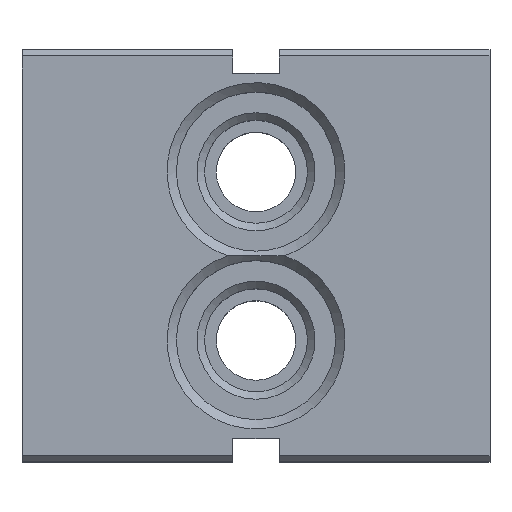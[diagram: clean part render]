
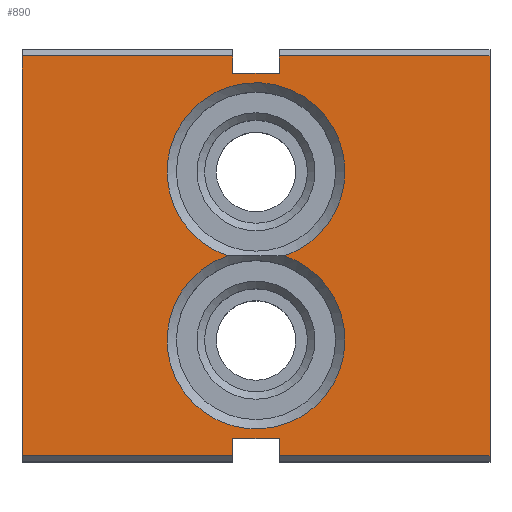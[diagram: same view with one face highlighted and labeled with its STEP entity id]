
A CAD part, top view. The second image highlights one B-rep face of the part: STEP entity #890.
In plain terms, the highlighted planar face has unit normal (0, 0, 1).
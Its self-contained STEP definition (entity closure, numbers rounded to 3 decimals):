
#890 = ADVANCED_FACE( '', ( #2023, #2024 ), #2025, .T. );
#2023 = FACE_OUTER_BOUND( '', #3418, .T. );
#2024 = FACE_BOUND( '', #3419, .T. );
#2025 = PLANE( '', #3420 );
#3418 = EDGE_LOOP( '', ( #6031, #6032, #6033, #6034, #6035, #6036, #6037, #6038, #6039, #6040, #6041, #6042 ) );
#3419 = EDGE_LOOP( '', ( #6043, #6044 ) );
#3420 = AXIS2_PLACEMENT_3D( '', #6045, #6046, #6047 );
#6031 = ORIENTED_EDGE( '', *, *, #9638, .F. );
#6032 = ORIENTED_EDGE( '', *, *, #8922, .F. );
#6033 = ORIENTED_EDGE( '', *, *, #9531, .T. );
#6034 = ORIENTED_EDGE( '', *, *, #9473, .T. );
#6035 = ORIENTED_EDGE( '', *, *, #8882, .F. );
#6036 = ORIENTED_EDGE( '', *, *, #9264, .F. );
#6037 = ORIENTED_EDGE( '', *, *, #9639, .F. );
#6038 = ORIENTED_EDGE( '', *, *, #8774, .T. );
#6039 = ORIENTED_EDGE( '', *, *, #9640, .T. );
#6040 = ORIENTED_EDGE( '', *, *, #9641, .F. );
#6041 = ORIENTED_EDGE( '', *, *, #9227, .F. );
#6042 = ORIENTED_EDGE( '', *, *, #9268, .F. );
#6043 = ORIENTED_EDGE( '', *, *, #9288, .T. );
#6044 = ORIENTED_EDGE( '', *, *, #9642, .T. );
#6045 = CARTESIAN_POINT( '', ( -25., -22., 25. ) );
#6046 = DIRECTION( '', ( 0., 0., 1. ) );
#6047 = DIRECTION( '', ( 1., 0., 0. ) );
#8774 = EDGE_CURVE( '', #10648, #10649, #10650, .T. );
#8882 = EDGE_CURVE( '', #10846, #10848, #10849, .T. );
#8922 = EDGE_CURVE( '', #10916, #10917, #10918, .T. );
#9227 = EDGE_CURVE( '', #11439, #11441, #11442, .T. );
#9264 = EDGE_CURVE( '', #11499, #10846, #11500, .T. );
#9268 = EDGE_CURVE( '', #11505, #11439, #11506, .T. );
#9288 = EDGE_CURVE( '', #11535, #11534, #11537, .F. );
#9473 = EDGE_CURVE( '', #11825, #10848, #11826, .T. );
#9531 = EDGE_CURVE( '', #10916, #11825, #11921, .T. );
#9638 = EDGE_CURVE( '', #10917, #11505, #12072, .T. );
#9639 = EDGE_CURVE( '', #10648, #11499, #12073, .T. );
#9640 = EDGE_CURVE( '', #10649, #12074, #12075, .T. );
#9641 = EDGE_CURVE( '', #11441, #12074, #12076, .T. );
#9642 = EDGE_CURVE( '', #11534, #11535, #12077, .F. );
#10648 = VERTEX_POINT( '', #13375 );
#10649 = VERTEX_POINT( '', #13376 );
#10650 = LINE( '', #13377, #13378 );
#10846 = VERTEX_POINT( '', #13662 );
#10848 = VERTEX_POINT( '', #13665 );
#10849 = LINE( '', #13666, #13667 );
#10916 = VERTEX_POINT( '', #13764 );
#10917 = VERTEX_POINT( '', #13765 );
#10918 = LINE( '', #13766, #13767 );
#11439 = VERTEX_POINT( '', #14553 );
#11441 = VERTEX_POINT( '', #14556 );
#11442 = LINE( '', #14557, #14558 );
#11499 = VERTEX_POINT( '', #14641 );
#11500 = LINE( '', #14642, #14643 );
#11505 = VERTEX_POINT( '', #14650 );
#11506 = LINE( '', #14651, #14652 );
#11534 = VERTEX_POINT( '', #14691 );
#11535 = VERTEX_POINT( '', #14692 );
#11537 = CIRCLE( '', #14703, 9.5 );
#11825 = VERTEX_POINT( '', #15116 );
#11826 = LINE( '', #15117, #15118 );
#11921 = LINE( '', #15261, #15262 );
#12072 = LINE( '', #15494, #15495 );
#12073 = LINE( '', #15496, #15497 );
#12074 = VERTEX_POINT( '', #15498 );
#12075 = LINE( '', #15499, #15500 );
#12076 = LINE( '', #15501, #15502 );
#12077 = CIRCLE( '', #15503, 9.5 );
#13375 = CARTESIAN_POINT( '', ( -2.5, 21.35, 25. ) );
#13376 = CARTESIAN_POINT( '', ( -25., 21.35, 25. ) );
#13377 = CARTESIAN_POINT( '', ( 25., 21.35, 25. ) );
#13378 = VECTOR( '', #17076, 1000. );
#13662 = CARTESIAN_POINT( '', ( 2.5, 19.5, 25. ) );
#13665 = CARTESIAN_POINT( '', ( 2.5, 21.35, 25. ) );
#13666 = CARTESIAN_POINT( '', ( 2.5, 19.5, 25. ) );
#13667 = VECTOR( '', #17184, 1000. );
#13764 = CARTESIAN_POINT( '', ( 25., -21.35, 25. ) );
#13765 = CARTESIAN_POINT( '', ( 2.5, -21.35, 25. ) );
#13766 = CARTESIAN_POINT( '', ( 25., -21.35, 25. ) );
#13767 = VECTOR( '', #17251, 1000. );
#14553 = CARTESIAN_POINT( '', ( -2.5, -19.5, 25. ) );
#14556 = CARTESIAN_POINT( '', ( -2.5, -21.35, 25. ) );
#14557 = CARTESIAN_POINT( '', ( -2.5, -19.5, 25. ) );
#14558 = VECTOR( '', #17530, 1000. );
#14641 = CARTESIAN_POINT( '', ( -2.5, 19.5, 25. ) );
#14642 = CARTESIAN_POINT( '', ( -2.5, 19.5, 25. ) );
#14643 = VECTOR( '', #17560, 1000. );
#14650 = CARTESIAN_POINT( '', ( 2.5, -19.5, 25. ) );
#14651 = CARTESIAN_POINT( '', ( 2.5, -19.5, 25. ) );
#14652 = VECTOR( '', #17563, 1000. );
#14691 = CARTESIAN_POINT( '', ( -3.041, 0., 25. ) );
#14692 = CARTESIAN_POINT( '', ( 3.041, 0., 25. ) );
#14703 = AXIS2_PLACEMENT_3D( '', #17581, #17582, #17583 );
#15116 = CARTESIAN_POINT( '', ( 25., 21.35, 25. ) );
#15117 = CARTESIAN_POINT( '', ( 25., 21.35, 25. ) );
#15118 = VECTOR( '', #17748, 1000. );
#15261 = CARTESIAN_POINT( '', ( 25., -22., 25. ) );
#15262 = VECTOR( '', #17806, 1000. );
#15494 = CARTESIAN_POINT( '', ( 2.5, -22., 25. ) );
#15495 = VECTOR( '', #17894, 1000. );
#15496 = CARTESIAN_POINT( '', ( -2.5, 22., 25. ) );
#15497 = VECTOR( '', #17895, 1000. );
#15498 = CARTESIAN_POINT( '', ( -25., -21.35, 25. ) );
#15499 = CARTESIAN_POINT( '', ( -25., 22., 25. ) );
#15500 = VECTOR( '', #17896, 1000. );
#15501 = CARTESIAN_POINT( '', ( 25., -21.35, 25. ) );
#15502 = VECTOR( '', #17897, 1000. );
#15503 = AXIS2_PLACEMENT_3D( '', #17898, #17899, #17900 );
#17076 = DIRECTION( '', ( -1., 0., 0. ) );
#17184 = DIRECTION( '', ( 0., 1., 0. ) );
#17251 = DIRECTION( '', ( -1., 0., 0. ) );
#17530 = DIRECTION( '', ( 0., -1., 0. ) );
#17560 = DIRECTION( '', ( 1., 0., 0. ) );
#17563 = DIRECTION( '', ( -1., 0., 0. ) );
#17581 = CARTESIAN_POINT( '', ( 0., -9., 25. ) );
#17582 = DIRECTION( '', ( 0., 0., 1. ) );
#17583 = DIRECTION( '', ( 1., 0., 0. ) );
#17748 = DIRECTION( '', ( -1., 0., 0. ) );
#17806 = DIRECTION( '', ( 0., 1., 0. ) );
#17894 = DIRECTION( '', ( 0., 1., 0. ) );
#17895 = DIRECTION( '', ( 0., -1., 0. ) );
#17896 = DIRECTION( '', ( 0., -1., 0. ) );
#17897 = DIRECTION( '', ( -1., 0., 0. ) );
#17898 = CARTESIAN_POINT( '', ( 0., 9., 25. ) );
#17899 = DIRECTION( '', ( 0., 0., 1. ) );
#17900 = DIRECTION( '', ( 1., 0., 0. ) );
